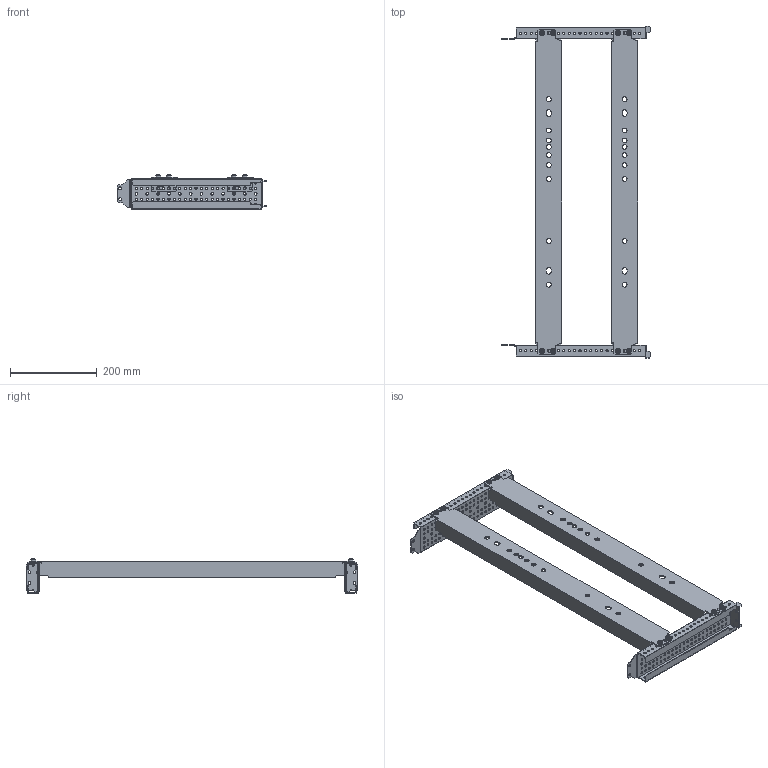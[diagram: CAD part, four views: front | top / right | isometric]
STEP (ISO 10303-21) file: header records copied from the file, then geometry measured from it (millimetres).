
FILE_DESCRIPTION (( 'STEP AP203' ), '1' );
FILE_NAME ('FO-00-ABD-060-080 FORMAT Ê-ò óñò. ARMAT ACB A_B_D 3-4P 600õ800 IEK.STEP', '2024-07-28T16:47:39', ( '' ), ( '' ), 'SwSTEP 2.0', 'SolidWorks 2022', '' );
FILE_SCHEMA (( 'CONFIG_CONTROL_DESIGN' ));
Length unit declared in the file: millimetre
Products named in the file (1): FO-00-ABD-060-080 FORMAT К-т уст. ARMAT ACB A_B_D 3-4P 600х800 IEK
Bounding box: 344.49 x 766 x 79 mm (x, y, z)
Volume: 724972.5 mm3; surface area: 574253.8 mm2
Topology: 20 solids, 20 shells, 1524 faces, 4228 edges, 2776 vertices
Faces by surface type: cylinder 1024, plane 360, cone 64, torus 64, bspline 12
Entity records: 51863 total; most frequent: DIRECTION 9446, CARTESIAN_POINT 9357, ORIENTED_EDGE 8456, EDGE_CURVE 4228, AXIS2_PLACEMENT_3D 3753, VERTEX_POINT 2776, EDGE_LOOP 2256, CIRCLE 2240
